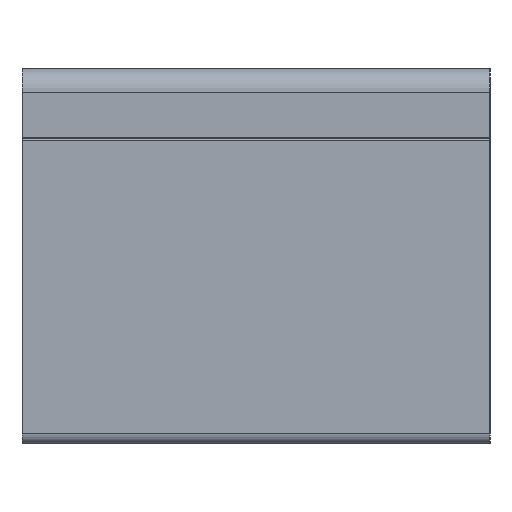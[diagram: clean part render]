
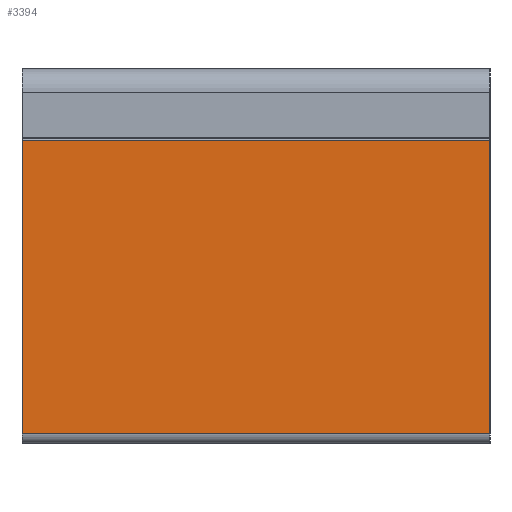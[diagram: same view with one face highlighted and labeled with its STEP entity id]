
A CAD part, left-side view. The second image highlights one B-rep face of the part: STEP entity #3394.
In plain terms, the highlighted planar face has unit normal (-1, 0, 0).
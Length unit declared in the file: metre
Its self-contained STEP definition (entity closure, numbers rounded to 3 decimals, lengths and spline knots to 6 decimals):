
#256=FACE_OUTER_BOUND('',#432,.T.);
#432=EDGE_LOOP('',(#2331,#2332,#2333,#2334));
#650=LINE('',#5072,#1032);
#651=LINE('',#5076,#1033);
#652=LINE('',#5078,#1034);
#653=LINE('',#5079,#1035);
#1032=VECTOR('',#4043,0.1);
#1033=VECTOR('',#4048,0.0627);
#1034=VECTOR('',#4049,0.1);
#1035=VECTOR('',#4050,0.0627);
#1403=VERTEX_POINT('',#5069);
#1404=VERTEX_POINT('',#5071);
#1405=VERTEX_POINT('',#5075);
#1406=VERTEX_POINT('',#5077);
#1779=EDGE_CURVE('',#1404,#1403,#650,.T.);
#1781=EDGE_CURVE('',#1403,#1405,#651,.T.);
#1782=EDGE_CURVE('',#1406,#1405,#652,.T.);
#1783=EDGE_CURVE('',#1404,#1406,#653,.T.);
#2331=ORIENTED_EDGE('',*,*,#1781,.T.);
#2332=ORIENTED_EDGE('',*,*,#1782,.F.);
#2333=ORIENTED_EDGE('',*,*,#1783,.F.);
#2334=ORIENTED_EDGE('',*,*,#1779,.T.);
#3279=PLANE('',#3611);
#3394=ADVANCED_FACE('',(#256),#3279,.F.);
#3611=AXIS2_PLACEMENT_3D('',#5074,#4046,#4047);
#4043=DIRECTION('',(0.,-1.,0.));
#4046=DIRECTION('center_axis',(1.,0.,0.));
#4047=DIRECTION('ref_axis',(0.,0.,-1.));
#4048=DIRECTION('',(0.,0.,1.));
#4049=DIRECTION('',(0.,-1.,0.));
#4050=DIRECTION('',(0.,0.,1.));
#5069=CARTESIAN_POINT('',(0.08514,0.,0.059321));
#5071=CARTESIAN_POINT('',(0.08514,0.1,0.059321));
#5072=CARTESIAN_POINT('',(0.08514,0.1,0.059321));
#5074=CARTESIAN_POINT('Origin',(0.08514,0.1,0.059321));
#5075=CARTESIAN_POINT('',(0.08514,0.,0.122021));
#5076=CARTESIAN_POINT('',(0.08514,0.,0.059321));
#5077=CARTESIAN_POINT('',(0.08514,0.1,0.122021));
#5078=CARTESIAN_POINT('',(0.08514,0.1,0.122021));
#5079=CARTESIAN_POINT('',(0.08514,0.1,0.059321));
